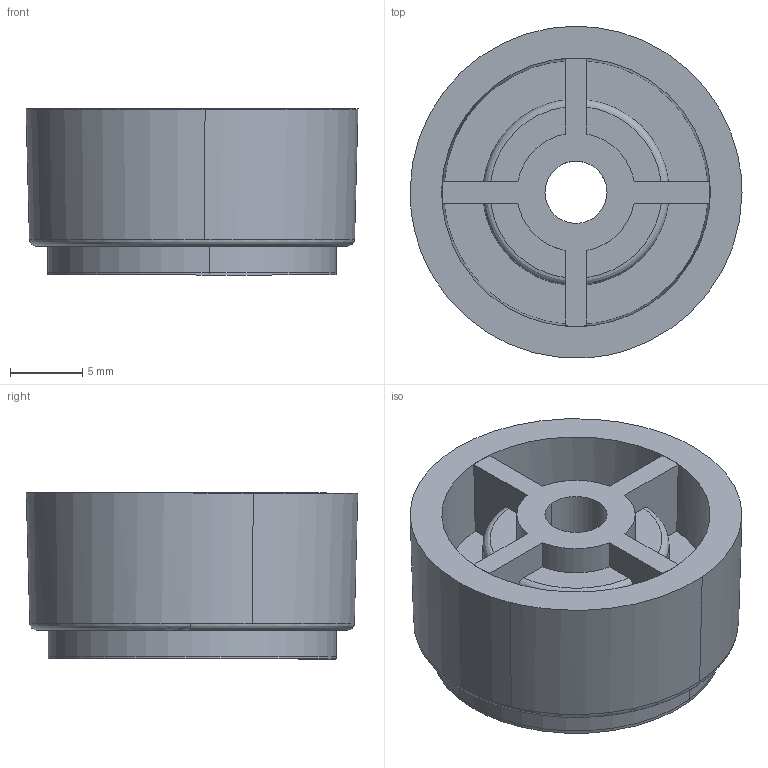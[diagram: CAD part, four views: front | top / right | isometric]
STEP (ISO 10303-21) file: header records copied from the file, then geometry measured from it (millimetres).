
FILE_DESCRIPTION((''),'2;1');
FILE_NAME('','2005-12-14T16:22:23',(''),(''),'','CADfix','');
FILE_SCHEMA(('AUTOMOTIVE_DESIGN'));
Length unit declared in the file: millimetre
Products named in the file (4): foot; cushion; coat; TM_201_1_32473_36
Assembly tree (3 placements, depth 2):
  TM_201_1_32473_36
    foot
    cushion
    coat
Bounding box: 23 x 22.96 x 11.5 mm (x, y, z)
Volume: 3147 mm3; surface area: 3692.1 mm2
Topology: 3 solids, 3 shells, 61 faces, 192 edges, 140 vertices
Faces by surface type: bspline 61
Entity records: 2511 total; most frequent: CARTESIAN_POINT 1380, ORIENTED_EDGE 384, EDGE_CURVE 192, VERTEX_POINT 140, EDGE_LOOP 70, QUASI_UNIFORM_CURVE 66, FACE_OUTER_BOUND 61, ADVANCED_FACE 61
